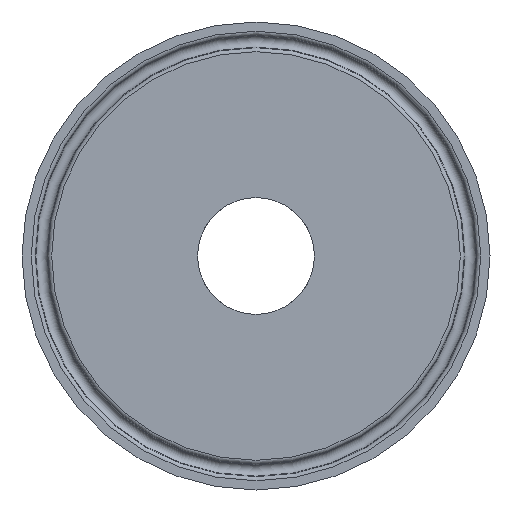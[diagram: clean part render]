
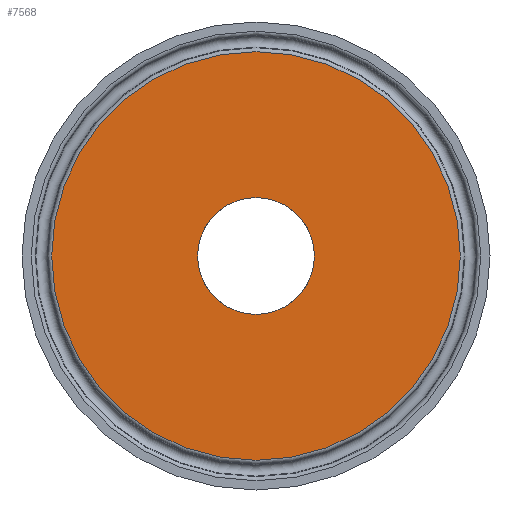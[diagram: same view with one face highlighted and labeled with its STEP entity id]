
A CAD part, left-side view. The second image highlights one B-rep face of the part: STEP entity #7568.
In plain terms, the highlighted planar face has unit normal (-1, 0, 0).
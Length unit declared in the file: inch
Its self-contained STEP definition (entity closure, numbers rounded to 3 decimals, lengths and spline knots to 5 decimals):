
#110=FACE_BOUND('',#1365,.T.);
#111=FACE_BOUND('',#1366,.T.);
#285=PLANE('',#8000);
#1365=EDGE_LOOP('',(#7079));
#1366=EDGE_LOOP('',(#7080));
#1545=CIRCLE('',#7998,1.56256);
#1547=CIRCLE('',#8001,0.44639);
#3713=VERTEX_POINT('',#16824);
#3715=VERTEX_POINT('',#16829);
#4837=EDGE_CURVE('',#3713,#3713,#1545,.T.);
#4839=EDGE_CURVE('',#3715,#3715,#1547,.T.);
#7079=ORIENTED_EDGE('',*,*,#4839,.T.);
#7080=ORIENTED_EDGE('',*,*,#4837,.F.);
#7568=ADVANCED_FACE('',(#110,#111),#285,.T.);
#7998=AXIS2_PLACEMENT_3D('',#16825,#9357,#9358);
#8000=AXIS2_PLACEMENT_3D('',#16828,#9361,#9362);
#8001=AXIS2_PLACEMENT_3D('',#16830,#9363,#9364);
#9357=DIRECTION('center_axis',(1.,0.,0.));
#9358=DIRECTION('ref_axis',(0.,-1.,0.));
#9361=DIRECTION('center_axis',(-1.,0.,0.));
#9362=DIRECTION('ref_axis',(0.,0.,1.));
#9363=DIRECTION('center_axis',(1.,0.,0.));
#9364=DIRECTION('ref_axis',(0.,1.,0.));
#16824=CARTESIAN_POINT('',(0.,1.56256,0.));
#16825=CARTESIAN_POINT('Origin',(0.,0.,
0.));
#16828=CARTESIAN_POINT('Origin',(0.,1.01473,
0.));
#16829=CARTESIAN_POINT('',(0.,0.44639,0.));
#16830=CARTESIAN_POINT('Origin',(0.,0.,
0.));
